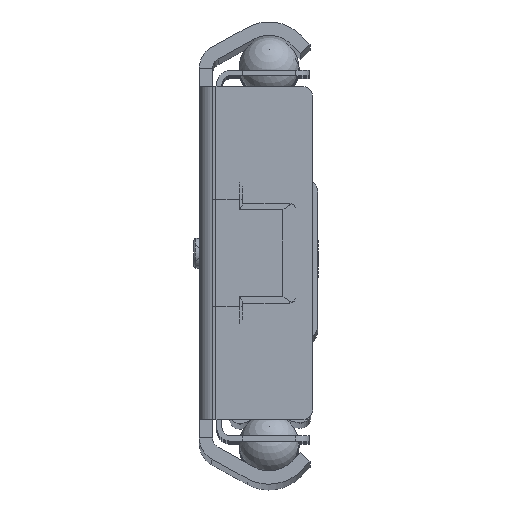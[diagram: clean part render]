
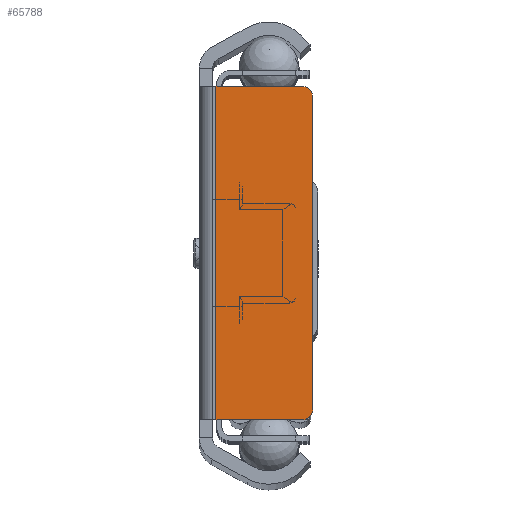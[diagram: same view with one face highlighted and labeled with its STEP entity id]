
A CAD part, top view. The second image highlights one B-rep face of the part: STEP entity #65788.
In plain terms, the highlighted planar face has unit normal (0, 0, 1).
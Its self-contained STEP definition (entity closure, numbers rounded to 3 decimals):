
#3803=PLANE('',#69793);
#7117=FACE_OUTER_BOUND('',#10545,.T.);
#10545=EDGE_LOOP('',(#47604,#47605,#47606,#47607,#47608,#47609));
#14260=LINE('',#100248,#19998);
#14266=LINE('',#100264,#20004);
#14287=LINE('',#100318,#20025);
#14288=LINE('',#100322,#20026);
#19998=VECTOR('',#78064,10.);
#20004=VECTOR('',#78080,10.);
#20025=VECTOR('',#78125,10.);
#20026=VECTOR('',#78132,1.38);
#25697=CIRCLE('',#69766,1.5);
#25700=CIRCLE('',#69772,1.5);
#29406=VERTEX_POINT('',#100235);
#29407=VERTEX_POINT('',#100236);
#29411=VERTEX_POINT('',#100246);
#29415=VERTEX_POINT('',#100258);
#29416=VERTEX_POINT('',#100262);
#29437=VERTEX_POINT('',#100317);
#36527=EDGE_CURVE('',#29406,#29407,#25697,.T.);
#36533=EDGE_CURVE('',#29411,#29406,#14260,.T.);
#36538=EDGE_CURVE('',#29415,#29411,#25700,.T.);
#36541=EDGE_CURVE('',#29416,#29415,#14266,.T.);
#36566=EDGE_CURVE('',#29416,#29437,#14287,.T.);
#36569=EDGE_CURVE('',#29407,#29437,#14288,.T.);
#47604=ORIENTED_EDGE('',*,*,#36527,.F.);
#47605=ORIENTED_EDGE('',*,*,#36533,.F.);
#47606=ORIENTED_EDGE('',*,*,#36538,.F.);
#47607=ORIENTED_EDGE('',*,*,#36541,.F.);
#47608=ORIENTED_EDGE('',*,*,#36566,.T.);
#47609=ORIENTED_EDGE('',*,*,#36569,.F.);
#65788=ADVANCED_FACE('',(#7117),#3803,.F.);
#69766=AXIS2_PLACEMENT_3D('',#100237,#78054,#78055);
#69772=AXIS2_PLACEMENT_3D('',#100259,#78074,#78075);
#69793=AXIS2_PLACEMENT_3D('',#100332,#78144,#78145);
#78054=DIRECTION('center_axis',(0.,0.,
-1.));
#78055=DIRECTION('ref_axis',(0.707,-0.707,0.));
#78064=DIRECTION('',(0.,-1.,0.));
#78074=DIRECTION('center_axis',(0.,0.,
-1.));
#78075=DIRECTION('ref_axis',(0.707,0.707,0.));
#78080=DIRECTION('',(1.,0.,0.));
#78125=DIRECTION('',(0.,-1.,0.));
#78132=DIRECTION('',(-1.,0.,0.));
#78144=DIRECTION('center_axis',(0.,0.,
-1.));
#78145=DIRECTION('ref_axis',(0.,1.,0.));
#100235=CARTESIAN_POINT('',(6.55,-23.5,500.));
#100236=CARTESIAN_POINT('',(5.05,-25.,500.));
#100237=CARTESIAN_POINT('Origin',(5.05,-23.5,500.));
#100246=CARTESIAN_POINT('',(6.55,23.5,500.));
#100248=CARTESIAN_POINT('',(6.55,25.,500.));
#100258=CARTESIAN_POINT('',(5.05,25.,500.));
#100259=CARTESIAN_POINT('Origin',(5.05,23.5,500.));
#100262=CARTESIAN_POINT('',(-7.95,25.,500.));
#100264=CARTESIAN_POINT('',(-7.95,25.,500.));
#100317=CARTESIAN_POINT('',(-7.95,-25.,500.));
#100318=CARTESIAN_POINT('',(-7.95,0.,500.));
#100322=CARTESIAN_POINT('',(-12.286,-25.,500.));
#100332=CARTESIAN_POINT('Origin',(-7.95,-25.,500.));
